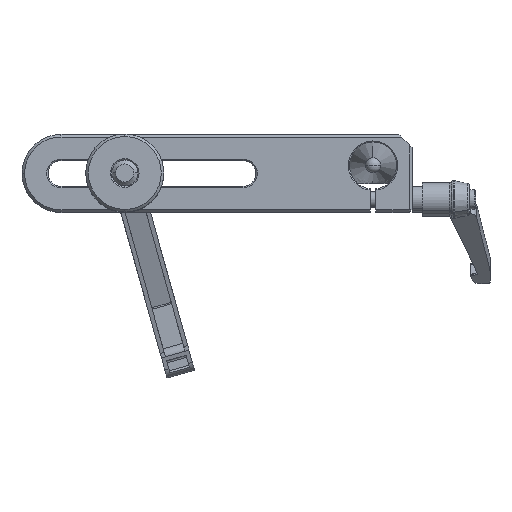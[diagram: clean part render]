
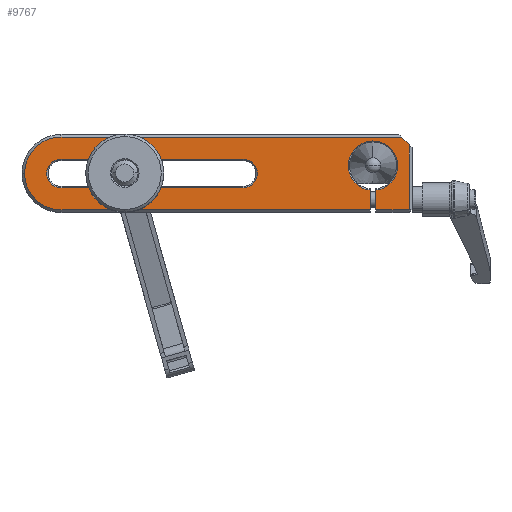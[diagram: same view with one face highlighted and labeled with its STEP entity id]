
A CAD part, top view. The second image highlights one B-rep face of the part: STEP entity #9767.
In plain terms, the highlighted planar face has unit normal (0, 0, 1).
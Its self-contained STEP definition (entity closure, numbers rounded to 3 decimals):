
#167 = VECTOR ( 'NONE', #7504, 1000. ) ;
#168 = VECTOR ( 'NONE', #7528, 1000. ) ;
#169 = VECTOR ( 'NONE', #7498, 1000. ) ;
#175 = CIRCLE ( 'NONE', #348, 14. ) ;
#336 = VECTOR ( 'NONE', #7535, 1000. ) ;
#337 = AXIS2_PLACEMENT_3D ( 'NONE', #7532, #7533, #7534 ) ;
#338 = CIRCLE ( 'NONE', #358, 9.5 ) ;
#339 = VECTOR ( 'NONE', #7521, 1000. ) ;
#340 = VECTOR ( 'NONE', #7510, 1000. ) ;
#341 = VECTOR ( 'NONE', #7513, 1000. ) ;
#348 = AXIS2_PLACEMENT_3D ( 'NONE', #7501, #7502, #7503 ) ;
#349 = VECTOR ( 'NONE', #7507, 1000. ) ;
#354 = VECTOR ( 'NONE', #7516, 1000. ) ;
#358 = AXIS2_PLACEMENT_3D ( 'NONE', #7518, #7519, #7520 ) ;
#359 = CIRCLE ( 'NONE', #364, 5.5 ) ;
#364 = AXIS2_PLACEMENT_3D ( 'NONE', #7525, #7526, #7527 ) ;
#365 = CIRCLE ( 'NONE', #337, 5.5 ) ;
#452 = EDGE_CURVE ( 'NONE', #2092, #2197, #7495, .T. ) ;
#453 = EDGE_CURVE ( 'NONE', #6719, #6134, #175, .T. ) ;
#454 = EDGE_CURVE ( 'NONE', #6720, #6719, #7496, .T. ) ;
#455 = EDGE_CURVE ( 'NONE', #6721, #6720, #7505, .T. ) ;
#456 = EDGE_CURVE ( 'NONE', #6722, #6721, #7508, .T. ) ;
#457 = EDGE_CURVE ( 'NONE', #6704, #6722, #7511, .T. ) ;
#458 = EDGE_CURVE ( 'NONE', #6704, #6712, #7514, .T. ) ;
#459 = EDGE_CURVE ( 'NONE', #6136, #6712, #338, .T. ) ;
#460 = EDGE_CURVE ( 'NONE', #6140, #2197, #7499, .T. ) ;
#461 = EDGE_CURVE ( 'NONE', #6714, #2119, #359, .T. ) ;
#462 = EDGE_CURVE ( 'NONE', #6715, #6714, #7524, .T. ) ;
#463 = EDGE_CURVE ( 'NONE', #6133, #6715, #365, .T. ) ;
#464 = EDGE_CURVE ( 'NONE', #2119, #6138, #7523, .T. ) ;
#2092 = VERTEX_POINT ( 'NONE', #5502 ) ;
#2119 = VERTEX_POINT ( 'NONE', #5524 ) ;
#2197 = VERTEX_POINT ( 'NONE', #5588 ) ;
#2248 = EDGE_LOOP ( 'NONE', ( #7189, #7188, #7187, #7186, #7185 ) ) ;
#2250 = EDGE_LOOP ( 'NONE', ( #7184, #7183, #7182, #7181, #7180, #7179, #7178, #7177, #7176, #7175, #7174, #7162 ) ) ;
#3670 = CARTESIAN_POINT ( 'NONE',  ( 15.5, 0., 20. ) ) ;
#3676 = CARTESIAN_POINT ( 'NONE',  ( -74., 0., 20. ) ) ;
#3677 = CARTESIAN_POINT ( 'NONE',  ( 69.5, 3., 20. ) ) ;
#3678 = CARTESIAN_POINT ( 'NONE',  ( 10., 5.5, 20. ) ) ;
#3679 = CARTESIAN_POINT ( 'NONE',  ( 59., -6.447, 20. ) ) ;
#3681 = CARTESIAN_POINT ( 'NONE',  ( 50.5, 3., 20. ) ) ;
#3697 = CARTESIAN_POINT ( 'NONE',  ( 61., -14., 20. ) ) ;
#3706 = CARTESIAN_POINT ( 'NONE',  ( 61., -6.447, 20. ) ) ;
#3707 = CARTESIAN_POINT ( 'NONE',  ( -60., -5.5, 20. ) ) ;
#3708 = CARTESIAN_POINT ( 'NONE',  ( 10., -5.5, 20. ) ) ;
#3712 = CARTESIAN_POINT ( 'NONE',  ( -60., 14., 20. ) ) ;
#3713 = CARTESIAN_POINT ( 'NONE',  ( 71., 14., 20. ) ) ;
#3714 = CARTESIAN_POINT ( 'NONE',  ( 74., 11., 20. ) ) ;
#3715 = CARTESIAN_POINT ( 'NONE',  ( 74., -14., 20. ) ) ;
#4010 = CARTESIAN_POINT ( 'NONE',  ( 10., 0., 20. ) ) ;
#4011 = DIRECTION ( 'NONE',  ( 0., 0., -1. ) ) ;
#4012 = DIRECTION ( 'NONE',  ( -1., 0., 0. ) ) ;
#4149 = CARTESIAN_POINT ( 'NONE',  ( 60., 3., 20. ) ) ;
#4150 = DIRECTION ( 'NONE',  ( 0., 0., -1. ) ) ;
#4151 = DIRECTION ( 'NONE',  ( -1., 0., 0. ) ) ;
#4158 = CARTESIAN_POINT ( 'NONE',  ( 60., 3., 20. ) ) ;
#4159 = DIRECTION ( 'NONE',  ( 0., 0., -1. ) ) ;
#4160 = DIRECTION ( 'NONE',  ( -1., 0., 0. ) ) ;
#4166 = CARTESIAN_POINT ( 'NONE',  ( -60., 0., 20. ) ) ;
#4167 = DIRECTION ( 'NONE',  ( 0., 0., 1. ) ) ;
#4168 = DIRECTION ( 'NONE',  ( -1., 0., 0. ) ) ;
#4518 = CARTESIAN_POINT ( 'NONE',  ( -60., 0., 20. ) ) ;
#4522 = FACE_BOUND ( 'NONE', #2248, .T. ) ;
#4523 = FACE_OUTER_BOUND ( 'NONE', #2250, .T. ) ;
#4524 = PLANE ( 'NONE',  #7877 ) ;
#4526 = DIRECTION ( 'NONE',  ( 0., 0., -1. ) ) ;
#4527 = DIRECTION ( 'NONE',  ( -1., 0., 0. ) ) ;
#5502 = CARTESIAN_POINT ( 'NONE',  ( -60., -14., 20. ) ) ;
#5524 = CARTESIAN_POINT ( 'NONE',  ( -60., 5.5, 20. ) ) ;
#5588 = CARTESIAN_POINT ( 'NONE',  ( 59., -14., 20. ) ) ;
#6133 = VERTEX_POINT ( 'NONE', #3670 ) ;
#6134 = VERTEX_POINT ( 'NONE', #3676 ) ;
#6136 = VERTEX_POINT ( 'NONE', #3677 ) ;
#6138 = VERTEX_POINT ( 'NONE', #3678 ) ;
#6140 = VERTEX_POINT ( 'NONE', #3679 ) ;
#6142 = VERTEX_POINT ( 'NONE', #3681 ) ;
#6704 = VERTEX_POINT ( 'NONE', #3697 ) ;
#6712 = VERTEX_POINT ( 'NONE', #3706 ) ;
#6714 = VERTEX_POINT ( 'NONE', #3707 ) ;
#6715 = VERTEX_POINT ( 'NONE', #3708 ) ;
#6719 = VERTEX_POINT ( 'NONE', #3712 ) ;
#6720 = VERTEX_POINT ( 'NONE', #3713 ) ;
#6721 = VERTEX_POINT ( 'NONE', #3714 ) ;
#6722 = VERTEX_POINT ( 'NONE', #3715 ) ;
#7162 = ORIENTED_EDGE ( 'NONE', *, *, #452, .T. ) ;
#7174 = ORIENTED_EDGE ( 'NONE', *, *, #9722, .T. ) ;
#7175 = ORIENTED_EDGE ( 'NONE', *, *, #453, .T. ) ;
#7176 = ORIENTED_EDGE ( 'NONE', *, *, #454, .T. ) ;
#7177 = ORIENTED_EDGE ( 'NONE', *, *, #455, .T. ) ;
#7178 = ORIENTED_EDGE ( 'NONE', *, *, #456, .T. ) ;
#7179 = ORIENTED_EDGE ( 'NONE', *, *, #457, .T. ) ;
#7180 = ORIENTED_EDGE ( 'NONE', *, *, #458, .F. ) ;
#7181 = ORIENTED_EDGE ( 'NONE', *, *, #459, .T. ) ;
#7182 = ORIENTED_EDGE ( 'NONE', *, *, #9717, .T. ) ;
#7183 = ORIENTED_EDGE ( 'NONE', *, *, #9720, .T. ) ;
#7184 = ORIENTED_EDGE ( 'NONE', *, *, #460, .F. ) ;
#7185 = ORIENTED_EDGE ( 'NONE', *, *, #461, .T. ) ;
#7186 = ORIENTED_EDGE ( 'NONE', *, *, #462, .T. ) ;
#7187 = ORIENTED_EDGE ( 'NONE', *, *, #463, .T. ) ;
#7188 = ORIENTED_EDGE ( 'NONE', *, *, #8354, .T. ) ;
#7189 = ORIENTED_EDGE ( 'NONE', *, *, #464, .T. ) ;
#7490 = CARTESIAN_POINT ( 'NONE',  ( -60., 14., 20. ) ) ;
#7495 = LINE ( 'NONE', #7497, #169 ) ;
#7496 = LINE ( 'NONE', #7490, #167 ) ;
#7497 = CARTESIAN_POINT ( 'NONE',  ( -60., -14., 20. ) ) ;
#7498 = DIRECTION ( 'NONE',  ( 1., 0., 0. ) ) ;
#7499 = LINE ( 'NONE', #7500, #339 ) ;
#7500 = CARTESIAN_POINT ( 'NONE',  ( 59., 0., 20. ) ) ;
#7501 = CARTESIAN_POINT ( 'NONE',  ( -60., 0., 20. ) ) ;
#7502 = DIRECTION ( 'NONE',  ( 0., 0., 1. ) ) ;
#7503 = DIRECTION ( 'NONE',  ( -1., 0., 0. ) ) ;
#7504 = DIRECTION ( 'NONE',  ( -1., 0., 0. ) ) ;
#7505 = LINE ( 'NONE', #7506, #349 ) ;
#7506 = CARTESIAN_POINT ( 'NONE',  ( 70., 15., 20. ) ) ;
#7507 = DIRECTION ( 'NONE',  ( -0.707, 0.707, 0. ) ) ;
#7508 = LINE ( 'NONE', #7509, #340 ) ;
#7509 = CARTESIAN_POINT ( 'NONE',  ( 74., 0., 20. ) ) ;
#7510 = DIRECTION ( 'NONE',  ( 0., 1., 0. ) ) ;
#7511 = LINE ( 'NONE', #7512, #341 ) ;
#7512 = CARTESIAN_POINT ( 'NONE',  ( -60., -14., 20. ) ) ;
#7513 = DIRECTION ( 'NONE',  ( 1., 0., 0. ) ) ;
#7514 = LINE ( 'NONE', #7515, #354 ) ;
#7515 = CARTESIAN_POINT ( 'NONE',  ( 61., 0., 20. ) ) ;
#7516 = DIRECTION ( 'NONE',  ( 0., 1., 0. ) ) ;
#7517 = CARTESIAN_POINT ( 'NONE',  ( -60., -5.5, 20. ) ) ;
#7518 = CARTESIAN_POINT ( 'NONE',  ( 60., 3., 20. ) ) ;
#7519 = DIRECTION ( 'NONE',  ( 0., 0., -1. ) ) ;
#7520 = DIRECTION ( 'NONE',  ( -1., 0., 0. ) ) ;
#7521 = DIRECTION ( 'NONE',  ( 0., -1., 0. ) ) ;
#7522 = CARTESIAN_POINT ( 'NONE',  ( -60., 5.5, 20. ) ) ;
#7523 = LINE ( 'NONE', #7522, #336 ) ;
#7524 = LINE ( 'NONE', #7517, #168 ) ;
#7525 = CARTESIAN_POINT ( 'NONE',  ( -60., 0., 20. ) ) ;
#7526 = DIRECTION ( 'NONE',  ( 0., 0., -1. ) ) ;
#7527 = DIRECTION ( 'NONE',  ( -1., 0., 0. ) ) ;
#7528 = DIRECTION ( 'NONE',  ( -1., 0., 0. ) ) ;
#7532 = CARTESIAN_POINT ( 'NONE',  ( 10., 0., 20. ) ) ;
#7533 = DIRECTION ( 'NONE',  ( 0., 0., -1. ) ) ;
#7534 = DIRECTION ( 'NONE',  ( -1., 0., 0. ) ) ;
#7535 = DIRECTION ( 'NONE',  ( 1., 0., 0. ) ) ;
#7877 = AXIS2_PLACEMENT_3D ( 'NONE', #4518, #4526, #4527 ) ;
#7997 = AXIS2_PLACEMENT_3D ( 'NONE', #4010, #4011, #4012 ) ;
#7998 = CIRCLE ( 'NONE', #7997, 5.5 ) ;
#8022 = AXIS2_PLACEMENT_3D ( 'NONE', #4149, #4150, #4151 ) ;
#8025 = CIRCLE ( 'NONE', #8028, 9.5 ) ;
#8028 = AXIS2_PLACEMENT_3D ( 'NONE', #4158, #4159, #4160 ) ;
#8030 = CIRCLE ( 'NONE', #8031, 14. ) ;
#8031 = AXIS2_PLACEMENT_3D ( 'NONE', #4166, #4167, #4168 ) ;
#8054 = CIRCLE ( 'NONE', #8022, 9.5 ) ;
#8354 = EDGE_CURVE ( 'NONE', #6138, #6133, #7998, .T. ) ;
#9717 = EDGE_CURVE ( 'NONE', #6142, #6136, #8054, .T. ) ;
#9720 = EDGE_CURVE ( 'NONE', #6140, #6142, #8025, .T. ) ;
#9722 = EDGE_CURVE ( 'NONE', #6134, #2092, #8030, .T. ) ;
#9767 = ADVANCED_FACE ( 'NONE', ( #4522, #4523 ), #4524, .F. ) ;
